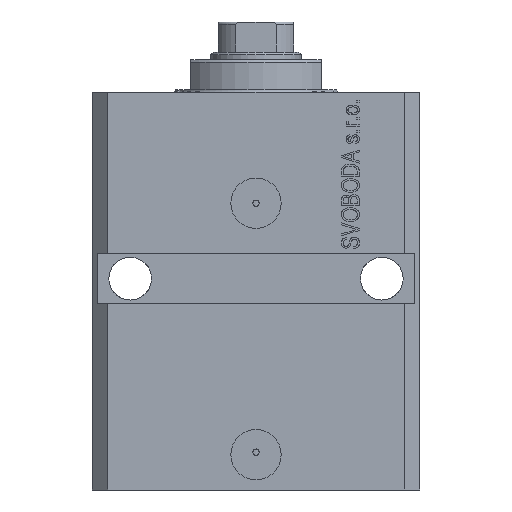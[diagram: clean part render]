
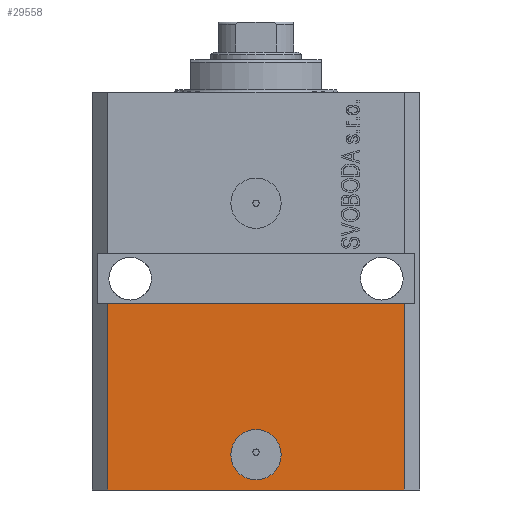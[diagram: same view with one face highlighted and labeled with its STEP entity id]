
A CAD part, front view. The second image highlights one B-rep face of the part: STEP entity #29558.
In plain terms, the highlighted planar face has unit normal (0, -1, 0).
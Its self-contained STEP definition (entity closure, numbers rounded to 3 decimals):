
#1542 = DIRECTION ( 'NONE',  ( 0., -1., 0. ) ) ;
#1789 = CARTESIAN_POINT ( 'NONE',  ( -29.5, -22.5, -42. ) ) ;
#2845 = DIRECTION ( 'NONE',  ( 1., 0., 0. ) ) ;
#2883 = AXIS2_PLACEMENT_3D ( 'NONE', #45495, #13288, #30950 ) ;
#3884 = ORIENTED_EDGE ( 'NONE', *, *, #11181, .T. ) ;
#4266 = ORIENTED_EDGE ( 'NONE', *, *, #11046, .F. ) ;
#4898 = VERTEX_POINT ( 'NONE', #23670 ) ;
#5395 = EDGE_CURVE ( 'NONE', #37099, #16202, #10230, .T. ) ;
#7164 = ORIENTED_EDGE ( 'NONE', *, *, #8624, .F. ) ;
#7275 = CARTESIAN_POINT ( 'NONE',  ( -29.5, -22.5, -79. ) ) ;
#8055 = VERTEX_POINT ( 'NONE', #1789 ) ;
#8526 = LINE ( 'NONE', #23094, #28445 ) ;
#8624 = EDGE_CURVE ( 'NONE', #32729, #4898, #32116, .T. ) ;
#10230 = LINE ( 'NONE', #35762, #46490 ) ;
#11046 = EDGE_CURVE ( 'NONE', #8055, #16202, #15319, .T. ) ;
#11181 = EDGE_CURVE ( 'NONE', #32701, #37099, #30826, .T. ) ;
#11730 = DIRECTION ( 'NONE',  ( 1., 0., 0. ) ) ;
#13288 = DIRECTION ( 'NONE',  ( 0., -1., 0. ) ) ;
#14070 = EDGE_LOOP ( 'NONE', ( #45435, #7164 ) ) ;
#15319 = LINE ( 'NONE', #22478, #32935 ) ;
#16202 = VERTEX_POINT ( 'NONE', #20157 ) ;
#16402 = FACE_BOUND ( 'NONE', #14070, .T. ) ;
#17167 = CARTESIAN_POINT ( 'NONE',  ( -5., -22.5, -72. ) ) ;
#18353 = DIRECTION ( 'NONE',  ( 0., 0., 1. ) ) ;
#19514 = DIRECTION ( 'NONE',  ( 0., 0., 1. ) ) ;
#20157 = CARTESIAN_POINT ( 'NONE',  ( 29.5, -22.5, -42. ) ) ;
#20592 = EDGE_LOOP ( 'NONE', ( #4266, #38887, #3884, #41449 ) ) ;
#22478 = CARTESIAN_POINT ( 'NONE',  ( -32.5, -22.5, -42. ) ) ;
#22966 = AXIS2_PLACEMENT_3D ( 'NONE', #27440, #24566, #2845 ) ;
#23094 = CARTESIAN_POINT ( 'NONE',  ( -29.5, -22.5, -79. ) ) ;
#23670 = CARTESIAN_POINT ( 'NONE',  ( 5., -22.5, -72. ) ) ;
#24566 = DIRECTION ( 'NONE',  ( 0., -1., 0. ) ) ;
#27440 = CARTESIAN_POINT ( 'NONE',  ( 0., -22.5, -72. ) ) ;
#28445 = VECTOR ( 'NONE', #19514, 1000. ) ;
#29558 = ADVANCED_FACE ( 'NONE', ( #16402, #34766 ), #31409, .T. ) ;
#30346 = CARTESIAN_POINT ( 'NONE',  ( -29.5, -22.5, -79. ) ) ;
#30826 = LINE ( 'NONE', #30346, #45910 ) ;
#30950 = DIRECTION ( 'NONE',  ( 1., 0., 0. ) ) ;
#31409 = PLANE ( 'NONE',  #2883 ) ;
#32116 = CIRCLE ( 'NONE', #22966, 5. ) ;
#32675 = CARTESIAN_POINT ( 'NONE',  ( 29.5, -22.5, -79. ) ) ;
#32701 = VERTEX_POINT ( 'NONE', #7275 ) ;
#32729 = VERTEX_POINT ( 'NONE', #17167 ) ;
#32935 = VECTOR ( 'NONE', #11730, 1000. ) ;
#32987 = CIRCLE ( 'NONE', #38337, 5. ) ;
#34766 = FACE_OUTER_BOUND ( 'NONE', #20592, .T. ) ;
#35762 = CARTESIAN_POINT ( 'NONE',  ( 29.5, -22.5, -79. ) ) ;
#37099 = VERTEX_POINT ( 'NONE', #32675 ) ;
#38337 = AXIS2_PLACEMENT_3D ( 'NONE', #40658, #1542, #41615 ) ;
#38887 = ORIENTED_EDGE ( 'NONE', *, *, #45283, .F. ) ;
#40658 = CARTESIAN_POINT ( 'NONE',  ( 0., -22.5, -72. ) ) ;
#41307 = DIRECTION ( 'NONE',  ( 1., 0., 0. ) ) ;
#41449 = ORIENTED_EDGE ( 'NONE', *, *, #5395, .T. ) ;
#41615 = DIRECTION ( 'NONE',  ( 1., 0., 0. ) ) ;
#44477 = EDGE_CURVE ( 'NONE', #4898, #32729, #32987, .T. ) ;
#45283 = EDGE_CURVE ( 'NONE', #32701, #8055, #8526, .T. ) ;
#45435 = ORIENTED_EDGE ( 'NONE', *, *, #44477, .F. ) ;
#45495 = CARTESIAN_POINT ( 'NONE',  ( -29.5, -22.5, -79. ) ) ;
#45910 = VECTOR ( 'NONE', #41307, 1000. ) ;
#46490 = VECTOR ( 'NONE', #18353, 1000. ) ;
